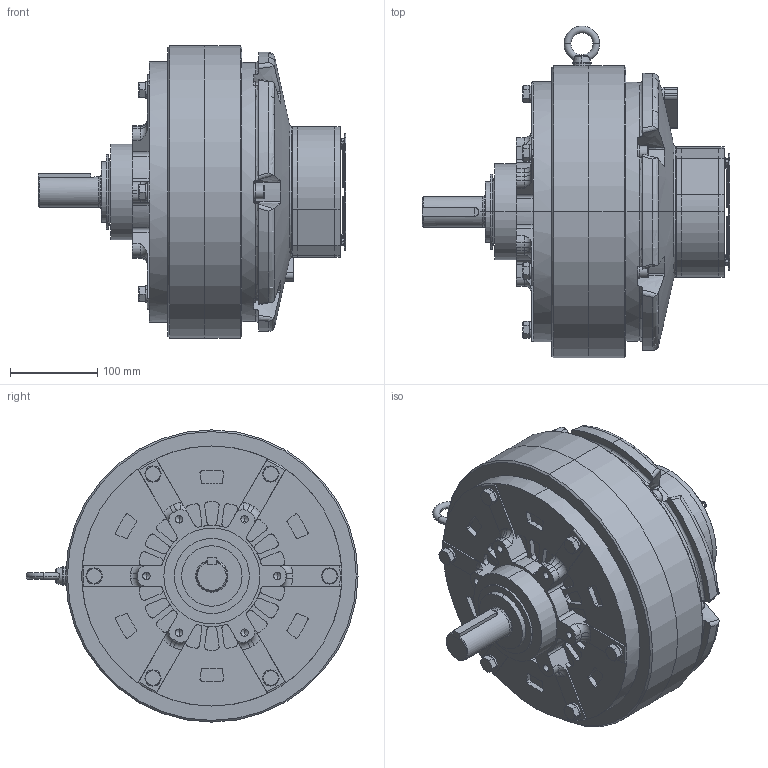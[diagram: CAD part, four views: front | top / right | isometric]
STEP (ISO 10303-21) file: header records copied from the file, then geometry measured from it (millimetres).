
FILE_DESCRIPTION (( 'STEP AP203' ), '1' );
FILE_NAME ('YPP616712.STEP', '2020-12-25T01:28:08', ( '' ), ( '' ), 'SwSTEP 2.0', 'SolidWorks 2016', '' );
FILE_SCHEMA (( 'CONFIG_CONTROL_DESIGN' ));
Length unit declared in the file: millimetre
Products named in the file (1): YPP616712
Bounding box: 352.5 x 380.5 x 335 mm (x, y, z)
Volume: 14090602.6 mm3; surface area: 767409.7 mm2
Topology: 46 solids, 46 shells, 884 faces, 2172 edges, 1375 vertices
Faces by surface type: cylinder 341, plane 303, torus 111, cone 93, bspline 36
Entity records: 28390 total; most frequent: CARTESIAN_POINT 7454, DIRECTION 4533, ORIENTED_EDGE 4288, EDGE_CURVE 2144, AXIS2_PLACEMENT_3D 1842, VERTEX_POINT 1375, CIRCLE 993, EDGE_LOOP 923
